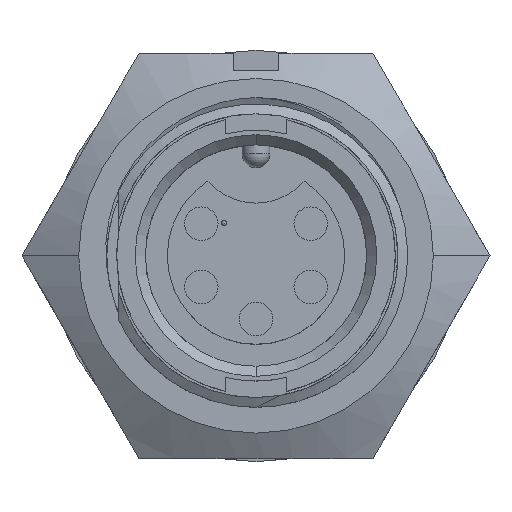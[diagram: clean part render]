
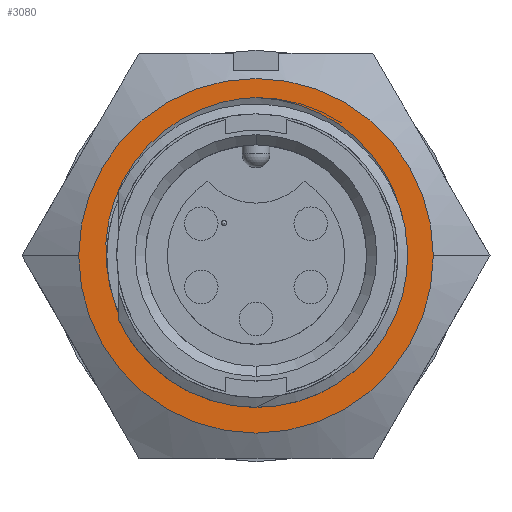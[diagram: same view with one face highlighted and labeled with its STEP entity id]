
A CAD part, top view. The second image highlights one B-rep face of the part: STEP entity #3080.
In plain terms, the highlighted planar face has unit normal (0, 0, 1).
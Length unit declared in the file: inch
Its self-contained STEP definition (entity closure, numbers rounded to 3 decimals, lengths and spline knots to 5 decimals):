
#339 = AXIS2_PLACEMENT_3D ( 'NONE', #4599, #4600, #4601 ) ;
#376 = CIRCLE ( 'NONE', #339, 0.2945 ) ;
#452 = CIRCLE ( 'NONE', #580, 0.35 ) ;
#580 = AXIS2_PLACEMENT_3D ( 'NONE', #8940, #8941, #8942 ) ;
#1195 = CARTESIAN_POINT ( 'NONE',  ( 0., 0.3125, -0.319 ) ) ;
#1196 = CARTESIAN_POINT ( 'NONE',  ( 0.01126, 0.31215, -0.319 ) ) ;
#1197 = CARTESIAN_POINT ( 'NONE',  ( 0.02246, 0.31119, -0.319 ) ) ;
#1198 = CARTESIAN_POINT ( 'NONE',  ( 0.04473, 0.30804, -0.319 ) ) ;
#1199 = CARTESIAN_POINT ( 'NONE',  ( 0.0558, 0.30585, -0.319 ) ) ;
#1200 = CARTESIAN_POINT ( 'NONE',  ( 0.08828, 0.29757, -0.319 ) ) ;
#1201 = CARTESIAN_POINT ( 'NONE',  ( 0.1092, 0.28976, -0.319 ) ) ;
#1202 = CARTESIAN_POINT ( 'NONE',  ( 0.14943, 0.26947, -0.319 ) ) ;
#1203 = CARTESIAN_POINT ( 'NONE',  ( 0.16807, 0.25734, -0.319 ) ) ;
#1204 = CARTESIAN_POINT ( 'NONE',  ( 0.20255, 0.22923, -0.319 ) ) ;
#1205 = CARTESIAN_POINT ( 'NONE',  ( 0.21849, 0.2131, -0.319 ) ) ;
#1206 = CARTESIAN_POINT ( 'NONE',  ( 0.24626, 0.1778, -0.319 ) ) ;
#1207 = CARTESIAN_POINT ( 'NONE',  ( 0.25816, 0.15857, -0.319 ) ) ;
#1208 = CARTESIAN_POINT ( 'NONE',  ( 0.27742, 0.11786, -0.319 ) ) ;
#1209 = CARTESIAN_POINT ( 'NONE',  ( 0.28463, 0.09675, -0.319 ) ) ;
#1210 = CARTESIAN_POINT ( 'NONE',  ( 0.2943, 0.05334, -0.319 ) ) ;
#1211 = CARTESIAN_POINT ( 'NONE',  ( 0.29673, 0.03074, -0.319 ) ) ;
#1212 = CARTESIAN_POINT ( 'NONE',  ( 0.29654, -0.01383, -0.319 ) ) ;
#1213 = CARTESIAN_POINT ( 'NONE',  ( 0.29395, -0.03594, -0.319 ) ) ;
#1214 = CARTESIAN_POINT ( 'NONE',  ( 0.28876, -0.05788, -0.319 ) ) ;
#1986 = CIRCLE ( 'NONE', #2067, 0.35 ) ;
#2037 = AXIS2_PLACEMENT_3D ( 'NONE', #12314, #12315, #12316 ) ;
#2067 = AXIS2_PLACEMENT_3D ( 'NONE', #6281, #6282, #6283 ) ;
#2532 = EDGE_CURVE ( 'NONE', #14904, #15069, #376, .T. ) ;
#2599 = EDGE_CURVE ( 'NONE', #15107, #14921, #452, .T. ) ;
#2951 = EDGE_CURVE ( 'NONE', #14902, #15069, #5447, .T. ) ;
#3051 = EDGE_CURVE ( 'NONE', #14904, #14902, #5387, .T. ) ;
#3080 = ADVANCED_FACE ( 'NONE', ( #3539, #3540 ), #12313, .F. ) ;
#3137 = EDGE_CURVE ( 'NONE', #14921, #15107, #1986, .T. ) ;
#3539 = FACE_BOUND ( 'NONE', #14195, .T. ) ;
#3540 = FACE_OUTER_BOUND ( 'NONE', #14198, .T. ) ;
#4599 = CARTESIAN_POINT ( 'NONE',  ( 0., 0., -0.319 ) ) ;
#4600 = DIRECTION ( 'NONE',  ( 0., 0., 1. ) ) ;
#4601 = DIRECTION ( 'NONE',  ( 1., 0., 0. ) ) ;
#5387 = B_SPLINE_CURVE_WITH_KNOTS ( 'NONE', 3,
 ( #11363, #11364, #11365, #11366, #11367, #11368, #11369, #11370, #11371, #11372, #11373, #11374, #11375, #11376, #11377, #11378, #11379, #11380, #11381, #11382 ),
 .UNSPECIFIED., .F., .F.,
 ( 4, 2, 2, 2, 2, 2, 2, 2, 2, 4 ),
 ( 0., 0.00086, 0.00171, 0.00343, 0.00514, 0.00685, 0.00856, 0.01028, 0.01199, 0.0137 ),
 .UNSPECIFIED. ) ;
#5447 = B_SPLINE_CURVE_WITH_KNOTS ( 'NONE', 3,
 ( #1195, #1196, #1197, #1198, #1199, #1200, #1201, #1202, #1203, #1204, #1205, #1206, #1207, #1208, #1209, #1210, #1211, #1212, #1213, #1214 ),
 .UNSPECIFIED., .F., .F.,
 ( 4, 2, 2, 2, 2, 2, 2, 2, 2, 4 ),
 ( 0., 0.00086, 0.00171, 0.00343, 0.00514, 0.00685, 0.00856, 0.01028, 0.01199, 0.0137 ),
 .UNSPECIFIED. ) ;
#6281 = CARTESIAN_POINT ( 'NONE',  ( 0., 0., -0.319 ) ) ;
#6282 = DIRECTION ( 'NONE',  ( 0., 0., -1. ) ) ;
#6283 = DIRECTION ( 'NONE',  ( -1., 0., 0. ) ) ;
#8940 = CARTESIAN_POINT ( 'NONE',  ( 0., 0., -0.319 ) ) ;
#8941 = DIRECTION ( 'NONE',  ( 0., 0., -1. ) ) ;
#8942 = DIRECTION ( 'NONE',  ( -1., 0., 0. ) ) ;
#10907 = CARTESIAN_POINT ( 'NONE',  ( 0., 0.3125, -0.319 ) ) ;
#10909 = CARTESIAN_POINT ( 'NONE',  ( -0.28876, -0.05788, -0.319 ) ) ;
#10919 = CARTESIAN_POINT ( 'NONE',  ( 0.35, 0., -0.319 ) ) ;
#11007 = CARTESIAN_POINT ( 'NONE',  ( 0.28876, -0.05788, -0.319 ) ) ;
#11037 = CARTESIAN_POINT ( 'NONE',  ( -0.35, 0., -0.319 ) ) ;
#11363 = CARTESIAN_POINT ( 'NONE',  ( -0.28876, -0.05788, -0.319 ) ) ;
#11364 = CARTESIAN_POINT ( 'NONE',  ( -0.29136, -0.04691, -0.319 ) ) ;
#11365 = CARTESIAN_POINT ( 'NONE',  ( -0.29331, -0.03584, -0.319 ) ) ;
#11366 = CARTESIAN_POINT ( 'NONE',  ( -0.29594, -0.01351, -0.319 ) ) ;
#11367 = CARTESIAN_POINT ( 'NONE',  ( -0.2966, -0.00224, -0.319 ) ) ;
#11368 = CARTESIAN_POINT ( 'NONE',  ( -0.2967, 0.03127, -0.319 ) ) ;
#11369 = CARTESIAN_POINT ( 'NONE',  ( -0.2943, 0.05346, -0.319 ) ) ;
#11370 = CARTESIAN_POINT ( 'NONE',  ( -0.28445, 0.09743, -0.319 ) ) ;
#11371 = CARTESIAN_POINT ( 'NONE',  ( -0.27717, 0.11846, -0.319 ) ) ;
#11372 = CARTESIAN_POINT ( 'NONE',  ( -0.25809, 0.15867, -0.319 ) ) ;
#11373 = CARTESIAN_POINT ( 'NONE',  ( -0.24611, 0.178, -0.319 ) ) ;
#11374 = CARTESIAN_POINT ( 'NONE',  ( -0.21858, 0.21298, -0.319 ) ) ;
#11375 = CARTESIAN_POINT ( 'NONE',  ( -0.20298, 0.22885, -0.319 ) ) ;
#11376 = CARTESIAN_POINT ( 'NONE',  ( -0.16811, 0.25734, -0.319 ) ) ;
#11377 = CARTESIAN_POINT ( 'NONE',  ( -0.14941, 0.26946, -0.319 ) ) ;
#11378 = CARTESIAN_POINT ( 'NONE',  ( -0.10971, 0.28953, -0.319 ) ) ;
#11379 = CARTESIAN_POINT ( 'NONE',  ( -0.0885, 0.29751, -0.319 ) ) ;
#11380 = CARTESIAN_POINT ( 'NONE',  ( -0.04496, 0.30862, -0.319 ) ) ;
#11381 = CARTESIAN_POINT ( 'NONE',  ( -0.02252, 0.3118, -0.319 ) ) ;
#11382 = CARTESIAN_POINT ( 'NONE',  ( 0., 0.3125, -0.319 ) ) ;
#12313 = PLANE ( 'NONE',  #2037 ) ;
#12314 = CARTESIAN_POINT ( 'NONE',  ( -0.23094, -0.4, -0.319 ) ) ;
#12315 = DIRECTION ( 'NONE',  ( 0., 0., -1. ) ) ;
#12316 = DIRECTION ( 'NONE',  ( -1., 0., 0. ) ) ;
#14195 = EDGE_LOOP ( 'NONE', ( #15003, #14910, #15007 ) ) ;
#14198 = EDGE_LOOP ( 'NONE', ( #15033, #15134 ) ) ;
#14902 = VERTEX_POINT ( 'NONE', #10907 ) ;
#14904 = VERTEX_POINT ( 'NONE', #10909 ) ;
#14910 = ORIENTED_EDGE ( 'NONE', *, *, #2951, .T. ) ;
#14921 = VERTEX_POINT ( 'NONE', #10919 ) ;
#15003 = ORIENTED_EDGE ( 'NONE', *, *, #3051, .T. ) ;
#15007 = ORIENTED_EDGE ( 'NONE', *, *, #2532, .F. ) ;
#15033 = ORIENTED_EDGE ( 'NONE', *, *, #2599, .F. ) ;
#15069 = VERTEX_POINT ( 'NONE', #11007 ) ;
#15107 = VERTEX_POINT ( 'NONE', #11037 ) ;
#15134 = ORIENTED_EDGE ( 'NONE', *, *, #3137, .F. ) ;
